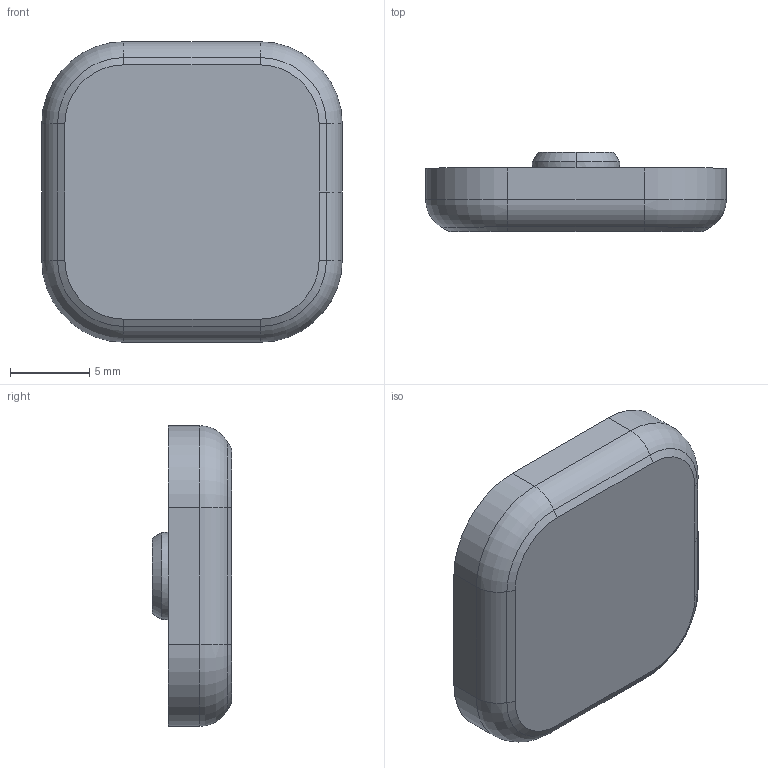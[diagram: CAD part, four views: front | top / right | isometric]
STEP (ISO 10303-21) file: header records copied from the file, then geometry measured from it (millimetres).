
FILE_DESCRIPTION (( 'STEP AP214' ), '1' );
FILE_NAME ('Button Low Profile V1 Sq 19mm.STEP', '2022-10-16T12:35:41', ( '' ), ( '' ), 'SwSTEP 2.0', 'SolidWorks 2022', '' );
FILE_SCHEMA (( 'AUTOMOTIVE_DESIGN' ));
Length unit declared in the file: millimetre
Products named in the file (1): Button Low Profile V1 Sq 19mm
Bounding box: 19 x 5 x 19 mm (x, y, z)
Volume: 802.5 mm3; surface area: 1079.4 mm2
Topology: 2 solids, 2 shells, 74 faces, 163 edges, 93 vertices
Faces by surface type: plane 40, cylinder 14, cone 12, torus 8
Entity records: 2030 total; most frequent: DIRECTION 365, CARTESIAN_POINT 331, ORIENTED_EDGE 326, EDGE_CURVE 163, AXIS2_PLACEMENT_3D 127, LINE 111, VECTOR 111, VERTEX_POINT 93
